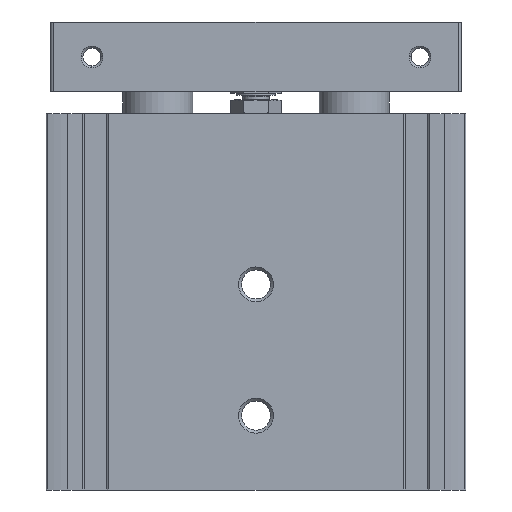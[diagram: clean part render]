
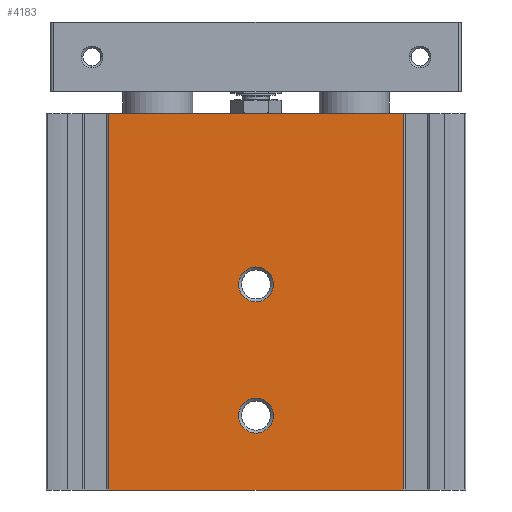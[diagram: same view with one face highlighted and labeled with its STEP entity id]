
A CAD part, front view. The second image highlights one B-rep face of the part: STEP entity #4183.
In plain terms, the highlighted face is planar.
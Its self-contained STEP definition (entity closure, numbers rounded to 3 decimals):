
#271=LINE('',#7286,#495);
#329=LINE('',#7539,#553);
#345=LINE('',#7589,#569);
#346=LINE('',#7590,#570);
#495=VECTOR('',#5840,1000.);
#553=VECTOR('',#6036,1000.);
#569=VECTOR('',#6086,1000.);
#570=VECTOR('',#6087,1000.);
#891=ORIENTED_EDGE('',*,*,#2000,.T.);
#892=ORIENTED_EDGE('',*,*,#2001,.T.);
#893=ORIENTED_EDGE('',*,*,#2002,.T.);
#894=ORIENTED_EDGE('',*,*,#1975,.F.);
#895=ORIENTED_EDGE('',*,*,#2003,.F.);
#896=ORIENTED_EDGE('',*,*,#1849,.T.);
#1849=EDGE_CURVE('',#2410,#2409,#271,.T.);
#1975=EDGE_CURVE('',#2535,#2536,#329,.T.);
#2000=EDGE_CURVE('',#2551,#2551,#2902,.T.);
#2001=EDGE_CURVE('',#2552,#2552,#2903,.T.);
#2002=EDGE_CURVE('',#2409,#2536,#345,.T.);
#2003=EDGE_CURVE('',#2410,#2535,#346,.T.);
#2409=VERTEX_POINT('',#7285);
#2410=VERTEX_POINT('',#7287);
#2535=VERTEX_POINT('',#7538);
#2536=VERTEX_POINT('',#7540);
#2551=VERTEX_POINT('',#7586);
#2552=VERTEX_POINT('',#7588);
#2902=CIRCLE('',#5297,4.);
#2903=CIRCLE('',#5298,4.);
#3131=EDGE_LOOP('',(#891));
#3132=EDGE_LOOP('',(#892));
#3133=EDGE_LOOP('',(#893,#894,#895,#896));
#3599=FACE_BOUND('',#3131,.T.);
#3600=FACE_BOUND('',#3132,.T.);
#3601=FACE_BOUND('',#3133,.T.);
#4060=PLANE('',#5296);
#4183=ADVANCED_FACE('',(#3599,#3600,#3601),#4060,.T.);
#5296=AXIS2_PLACEMENT_3D('',#7584,#6080,#6081);
#5297=AXIS2_PLACEMENT_3D('',#7585,#6082,#6083);
#5298=AXIS2_PLACEMENT_3D('',#7587,#6084,#6085);
#5840=DIRECTION('',(0.,-1.,0.));
#6036=DIRECTION('',(0.,-1.,0.));
#6080=DIRECTION('',(-1.,0.,0.));
#6081=DIRECTION('',(0.,0.,1.));
#6082=DIRECTION('',(1.,0.,0.));
#6083=DIRECTION('',(0.,0.,-1.));
#6084=DIRECTION('',(1.,0.,0.));
#6085=DIRECTION('',(0.,0.,-1.));
#6086=DIRECTION('',(0.,0.,1.));
#6087=DIRECTION('',(0.,0.,1.));
#7285=CARTESIAN_POINT('',(-19.,-33.72,-86.));
#7286=CARTESIAN_POINT('',(-19.,43.,-86.));
#7287=CARTESIAN_POINT('',(-19.,33.72,-86.));
#7538=CARTESIAN_POINT('',(-19.,33.72,0.));
#7539=CARTESIAN_POINT('',(-19.,43.,0.));
#7540=CARTESIAN_POINT('',(-19.,-33.72,0.));
#7584=CARTESIAN_POINT('',(-19.,43.,-86.));
#7585=CARTESIAN_POINT('',(-19.,0.,-69.));
#7586=CARTESIAN_POINT('',(-19.,0.,-73.));
#7587=CARTESIAN_POINT('',(-19.,0.,-39.));
#7588=CARTESIAN_POINT('',(-19.,0.,-43.));
#7589=CARTESIAN_POINT('',(-19.,-33.72,-86.));
#7590=CARTESIAN_POINT('',(-19.,33.72,-86.));
